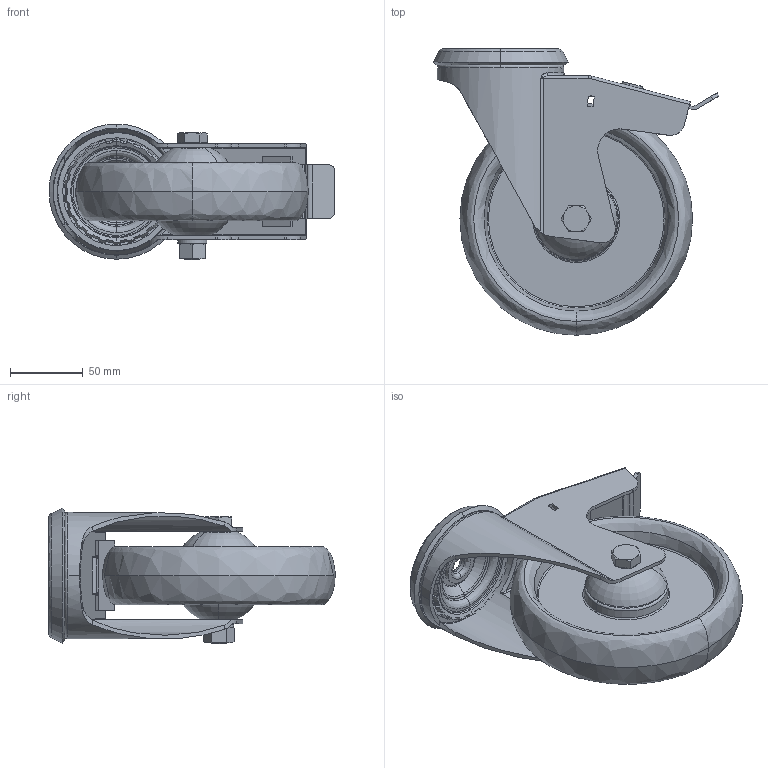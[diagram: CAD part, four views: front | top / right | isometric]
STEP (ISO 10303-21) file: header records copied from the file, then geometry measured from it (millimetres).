
FILE_DESCRIPTION (( 'STEP AP214' ), '1' );
FILE_NAME ('0030135.step', '2021-05-25T07:09:17', ( 'Windows-Benutzer' ), ( '' ), 'SwSTEP 2.0', 'SolidWorks 2020', '' );
FILE_SCHEMA (( 'AUTOMOTIVE_DESIGN' ));
Length unit declared in the file: millimetre
Products named in the file (1): 0030135
Bounding box: 196.7 x 197 x 93.5 mm (x, y, z)
Surface area: 232732.7 mm2 (no closed solid volume)
Topology: 0 solids, 11 shells, 506 faces, 1291 edges, 824 vertices
Faces by surface type: plane 158, cylinder 143, cone 91, bspline 88, torus 26
Entity records: 24821 total; most frequent: CARTESIAN_POINT 7683, ORIENTED_EDGE 2578, DIRECTION 2207, EDGE_CURVE 1289, AXIS2_PLACEMENT_3D 912, VERTEX_POINT 824, EDGE_LOOP 551, UNCERTAINTY_MEASURE_WITH_UNIT 515
